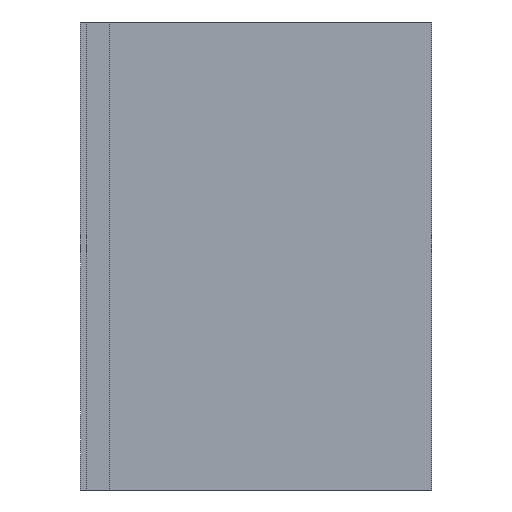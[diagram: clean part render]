
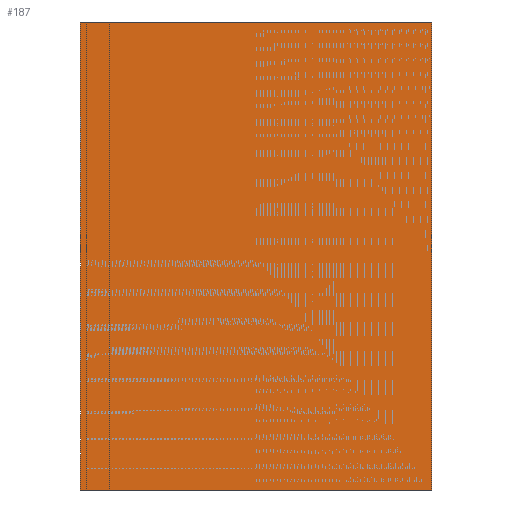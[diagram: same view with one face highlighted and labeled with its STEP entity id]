
A CAD part, left-side view. The second image highlights one B-rep face of the part: STEP entity #187.
In plain terms, the highlighted planar face has unit normal (-1, 0, 0).
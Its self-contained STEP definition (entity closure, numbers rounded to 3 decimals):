
#40=DIRECTION('',(0.,0.,1.));
#41=VECTOR('',#40,400.);
#42=CARTESIAN_POINT('',(0.,0.,-400.));
#43=LINE('54',#42,#41);
#47=DIRECTION('',(0.,1.,0.));
#48=VECTOR('',#47,300.);
#49=CARTESIAN_POINT('',(0.,0.,0.));
#50=LINE('61',#49,#48);
#54=DIRECTION('',(0.,1.,0.));
#55=VECTOR('',#54,300.);
#56=CARTESIAN_POINT('',(0.,0.,-400.));
#57=LINE('67',#56,#55);
#82=DIRECTION('',(0.,0.,1.));
#83=VECTOR('',#82,400.);
#84=CARTESIAN_POINT('',(0.,300.,-400.));
#85=LINE('59',#84,#83);
#103=CARTESIAN_POINT('',(0.,0.,0.));
#105=VERTEX_POINT('',#103);
#109=CARTESIAN_POINT('',(0.,0.,-400.));
#110=VERTEX_POINT('',#109);
#111=CARTESIAN_POINT('',(0.,300.,0.));
#113=VERTEX_POINT('',#111);
#117=CARTESIAN_POINT('',(0.,300.,-400.));
#118=VERTEX_POINT('',#117);
#174=CARTESIAN_POINT('',(0.,0.,-400.));
#175=DIRECTION('',(-1.,0.,0.));
#176=DIRECTION('',(0.,0.,1.));
#177=AXIS2_PLACEMENT_3D('',#174,#175,#176);
#178=PLANE('66',#177);
#179=ORIENTED_EDGE('54',*,*,#130,.F.);
#181=ORIENTED_EDGE('67',*,*,#180,.T.);
#183=ORIENTED_EDGE('59',*,*,#182,.T.);
#184=ORIENTED_EDGE('61',*,*,#153,.F.);
#185=EDGE_LOOP('66',(#179,#181,#183,#184));
#186=FACE_OUTER_BOUND('66',#185,.F.);
#130=EDGE_CURVE('54',#110,#105,#43,.T.);
#153=EDGE_CURVE('61',#105,#113,#50,.T.);
#180=EDGE_CURVE('67',#110,#118,#57,.T.);
#182=EDGE_CURVE('59',#118,#113,#85,.T.);
#187=ADVANCED_FACE('66',(#186),#178,.T.);
